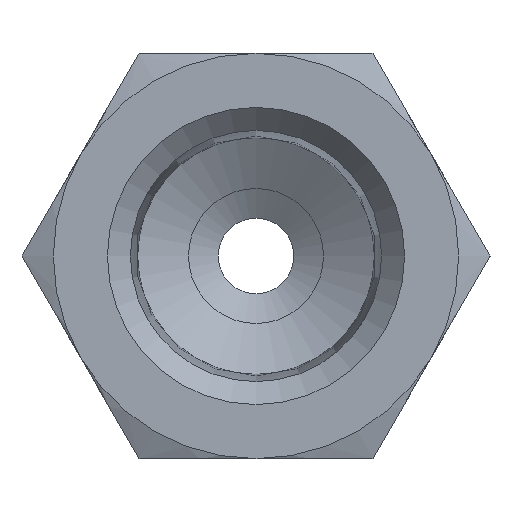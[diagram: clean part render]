
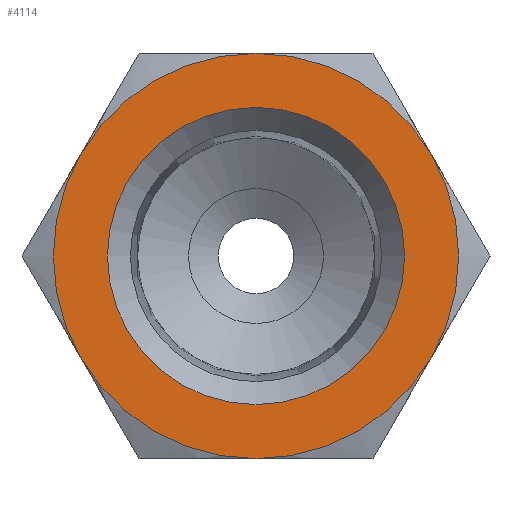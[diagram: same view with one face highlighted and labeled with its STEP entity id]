
A CAD part, left-side view. The second image highlights one B-rep face of the part: STEP entity #4114.
In plain terms, the highlighted planar face has unit normal (-1, 0, 0).
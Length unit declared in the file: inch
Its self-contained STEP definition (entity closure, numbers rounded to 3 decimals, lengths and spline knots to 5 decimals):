
#2944=CARTESIAN_POINT('',(0.0,0.,0.375));
#2945=VERTEX_POINT('',#2944);
#3338=CARTESIAN_POINT('',(0.0,0.,0.275));
#3339=VERTEX_POINT('',#3338);
#3340=CARTESIAN_POINT('',(0.0,0.,0.));
#3341=DIRECTION('',(1.0,0.0,0.0));
#3342=DIRECTION('',(0.0,0.0,-1.0));
#3343=AXIS2_PLACEMENT_3D('',#3340,#3341,#3342);
#3344=CIRCLE('',#3343,0.275);
#3345=EDGE_CURVE('',#3339,#3339,#3344,.T.);
#3748=CARTESIAN_POINT('',(0.0,0.32476,0.1875));
#3749=VERTEX_POINT('',#3748);
#3763=CARTESIAN_POINT('',(0.0,0.0,0.0));
#3764=DIRECTION('',(-1.0,0.0,0.0));
#3765=DIRECTION('',(0.0,1.0,0.0));
#3766=AXIS2_PLACEMENT_3D('',#3763,#3764,#3765);
#3767=CIRCLE('',#3766,0.375);
#3768=EDGE_CURVE('',#2945,#3749,#3767,.T.);
#3778=CARTESIAN_POINT('',(0.0,-0.32476,0.1875));
#3779=VERTEX_POINT('',#3778);
#3794=CARTESIAN_POINT('',(0.0,0.0,0.0));
#3795=DIRECTION('',(-1.0,0.0,0.0));
#3796=DIRECTION('',(0.0,1.0,0.0));
#3797=AXIS2_PLACEMENT_3D('',#3794,#3795,#3796);
#3798=CIRCLE('',#3797,0.375);
#3799=EDGE_CURVE('',#3779,#2945,#3798,.T.);
#3811=CARTESIAN_POINT('',(0.0,-0.32476,-0.1875));
#3812=VERTEX_POINT('',#3811);
#3839=CARTESIAN_POINT('',(0.0,0.0,0.0));
#3840=DIRECTION('',(-1.0,0.0,0.0));
#3841=DIRECTION('',(0.0,1.0,0.0));
#3842=AXIS2_PLACEMENT_3D('',#3839,#3840,#3841);
#3843=CIRCLE('',#3842,0.375);
#3844=EDGE_CURVE('',#3812,#3779,#3843,.T.);
#3869=CARTESIAN_POINT('',(0.0,0.,-0.375));
#3870=VERTEX_POINT('',#3869);
#3871=CARTESIAN_POINT('',(0.0,0.0,0.0));
#3872=DIRECTION('',(-1.0,0.0,0.0));
#3873=DIRECTION('',(0.0,1.0,0.0));
#3874=AXIS2_PLACEMENT_3D('',#3871,#3872,#3873);
#3875=CIRCLE('',#3874,0.375);
#3876=EDGE_CURVE('',#3870,#3812,#3875,.T.);
#3914=CARTESIAN_POINT('',(0.0,0.32476,-0.1875));
#3915=VERTEX_POINT('',#3914);
#3916=CARTESIAN_POINT('',(0.0,0.0,0.0));
#3917=DIRECTION('',(-1.0,0.0,0.0));
#3918=DIRECTION('',(0.0,1.0,0.0));
#3919=AXIS2_PLACEMENT_3D('',#3916,#3917,#3918);
#3920=CIRCLE('',#3919,0.375);
#3921=EDGE_CURVE('',#3915,#3870,#3920,.T.);
#3959=CARTESIAN_POINT('',(0.0,0.0,0.0));
#3960=DIRECTION('',(-1.0,0.0,0.0));
#3961=DIRECTION('',(0.0,1.0,0.0));
#3962=AXIS2_PLACEMENT_3D('',#3959,#3960,#3961);
#3963=CIRCLE('',#3962,0.375);
#3964=EDGE_CURVE('',#3749,#3915,#3963,.T.);
#4098=CARTESIAN_POINT('',(0.0,0.,0.));
#4099=DIRECTION('',(1.0,0.0,0.0));
#4100=DIRECTION('',(0.0,0.0,-1.0));
#4101=AXIS2_PLACEMENT_3D('',#4098,#4099,#4100);
#4102=PLANE('',#4101);
#4103=ORIENTED_EDGE('',*,*,#3964,.T.);
#4104=ORIENTED_EDGE('',*,*,#3921,.T.);
#4105=ORIENTED_EDGE('',*,*,#3876,.T.);
#4106=ORIENTED_EDGE('',*,*,#3844,.T.);
#4107=ORIENTED_EDGE('',*,*,#3799,.T.);
#4108=ORIENTED_EDGE('',*,*,#3768,.T.);
#4109=EDGE_LOOP('',(#4103,#4104,#4105,#4106,#4107,#4108));
#4110=FACE_OUTER_BOUND('',#4109,.T.);
#4111=ORIENTED_EDGE('',*,*,#3345,.T.);
#4112=EDGE_LOOP('',(#4111));
#4113=FACE_BOUND('',#4112,.T.);
#4114=ADVANCED_FACE('',(#4110,#4113),#4102,.F.);
